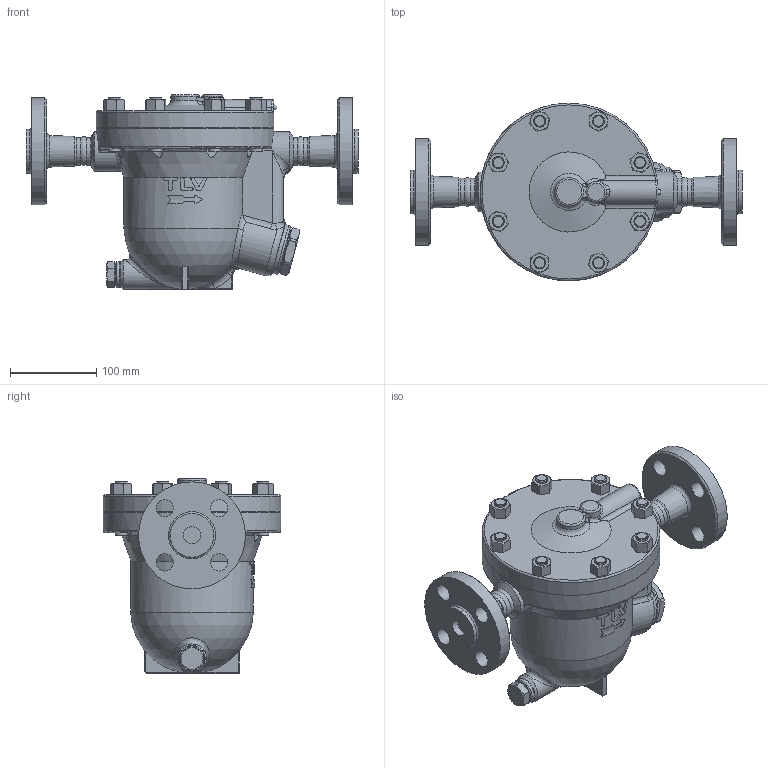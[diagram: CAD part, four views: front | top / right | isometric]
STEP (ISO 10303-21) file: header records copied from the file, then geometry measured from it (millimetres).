
FILE_DESCRIPTION((''),'2;1');
FILE_NAME('j7rlx-025-a0600-00.stp','2010-07-27T11:08:51',('nakaot'),(''),'Autodesk Inventor 2008','Autodesk Inventor 2008','');
FILE_SCHEMA(('AUTOMOTIVE_DESIGN { 1 0 10303 214 1 1 1 1 }'));
Length unit declared in the file: millimetre
Products named in the file (1): j7rlx-025-a0600-00
Bounding box: 385 x 206 x 225.6 mm (x, y, z)
Volume: 4828998.4 mm3; surface area: 305618.3 mm2
Topology: 1 solids, 1 shells, 428 faces, 1017 edges, 631 vertices
Faces by surface type: plane 142, cylinder 99, bspline 93, cone 81, torus 10, sphere 3
Full cylindrical faces by diameter (mm): 14 x24, 20 x5, 21 x1, 30 x1, 32 x3, 33 x1, 34 x1, 46 x1, 49.5 x1, 50.8 x1, 58 x1, 124 x1, 150 x1, 206 x2
Entity records: 20049 total; most frequent: CARTESIAN_POINT 11473, ORIENTED_EDGE 1790, DIRECTION 1585, EDGE_CURVE 895, AXIS2_PLACEMENT_3D 689, VERTEX_POINT 607, EDGE_LOOP 598, FACE_OUTER_BOUND 428
